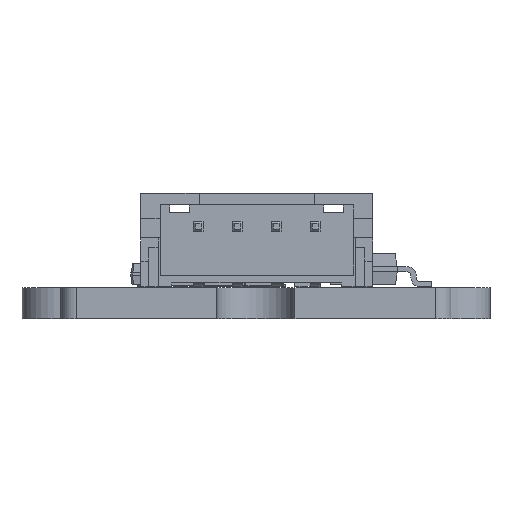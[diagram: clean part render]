
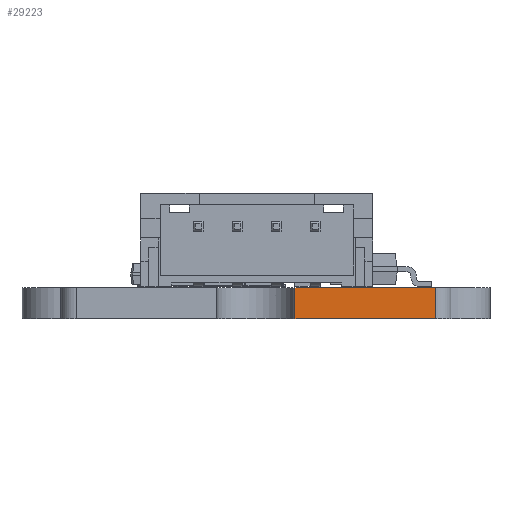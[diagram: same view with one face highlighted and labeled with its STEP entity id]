
A CAD part, left-side view. The second image highlights one B-rep face of the part: STEP entity #29223.
In plain terms, the highlighted planar face has unit normal (-1, 0, 0).
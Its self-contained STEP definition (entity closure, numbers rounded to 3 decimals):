
#29097 = EDGE_CURVE('',#29098,#29100,#29102,.T.);
#29098 = VERTEX_POINT('',#29099);
#29099 = CARTESIAN_POINT('',(131.064,-102.17,0.));
#29100 = VERTEX_POINT('',#29101);
#29101 = CARTESIAN_POINT('',(131.064,-102.17,1.6));
#29102 = SURFACE_CURVE('',#29103,(#29107,#29119),.PCURVE_S1.);
#29103 = LINE('',#29104,#29105);
#29104 = CARTESIAN_POINT('',(131.064,-102.17,0.));
#29105 = VECTOR('',#29106,1.);
#29106 = DIRECTION('',(0.,0.,1.));
#29107 = PCURVE('',#29108,#29113);
#29108 = CYLINDRICAL_SURFACE('',#29109,2.);
#29109 = AXIS2_PLACEMENT_3D('',#29110,#29111,#29112);
#29110 = CARTESIAN_POINT('',(131.064,-100.17,0.));
#29111 = DIRECTION('',(-0.,-0.,-1.));
#29112 = DIRECTION('',(1.,0.,-0.));
#29113 = DEFINITIONAL_REPRESENTATION('',(#29114),#29118);
#29114 = LINE('',#29115,#29116);
#29115 = CARTESIAN_POINT('',(-4.712,0.));
#29116 = VECTOR('',#29117,1.);
#29117 = DIRECTION('',(-0.,-1.));
#29118 = ( GEOMETRIC_REPRESENTATION_CONTEXT(2) 
PARAMETRIC_REPRESENTATION_CONTEXT() REPRESENTATION_CONTEXT('2D SPACE',''
  ) );
#29119 = PCURVE('',#29120,#29125);
#29120 = PLANE('',#29121);
#29121 = AXIS2_PLACEMENT_3D('',#29122,#29123,#29124);
#29122 = CARTESIAN_POINT('',(131.064,-102.17,0.));
#29123 = DIRECTION('',(1.,0.,-0.));
#29124 = DIRECTION('',(0.,-1.,0.));
#29125 = DEFINITIONAL_REPRESENTATION('',(#29126),#29130);
#29126 = LINE('',#29127,#29128);
#29127 = CARTESIAN_POINT('',(0.,0.));
#29128 = VECTOR('',#29129,1.);
#29129 = DIRECTION('',(0.,-1.));
#29130 = ( GEOMETRIC_REPRESENTATION_CONTEXT(2) 
PARAMETRIC_REPRESENTATION_CONTEXT() REPRESENTATION_CONTEXT('2D SPACE',''
  ) );
#29149 = PLANE('',#29150);
#29150 = AXIS2_PLACEMENT_3D('',#29151,#29152,#29153);
#29151 = CARTESIAN_POINT('',(151.17,-100.17,1.6));
#29152 = DIRECTION('',(-0.,-0.,-1.));
#29153 = DIRECTION('',(-1.,0.,0.));
#29208 = PLANE('',#29209);
#29209 = AXIS2_PLACEMENT_3D('',#29210,#29211,#29212);
#29210 = CARTESIAN_POINT('',(151.17,-100.17,0.));
#29211 = DIRECTION('',(-0.,-0.,-1.));
#29212 = DIRECTION('',(-1.,0.,0.));
#29223 = ADVANCED_FACE('',(#29224),#29120,.F.);
#29224 = FACE_BOUND('',#29225,.F.);
#29225 = EDGE_LOOP('',(#29226,#29227,#29250,#29278));
#29226 = ORIENTED_EDGE('',*,*,#29097,.T.);
#29227 = ORIENTED_EDGE('',*,*,#29228,.T.);
#29228 = EDGE_CURVE('',#29100,#29229,#29231,.T.);
#29229 = VERTEX_POINT('',#29230);
#29230 = CARTESIAN_POINT('',(131.064,-109.37,1.6));
#29231 = SURFACE_CURVE('',#29232,(#29236,#29243),.PCURVE_S1.);
#29232 = LINE('',#29233,#29234);
#29233 = CARTESIAN_POINT('',(131.064,-102.17,1.6));
#29234 = VECTOR('',#29235,1.);
#29235 = DIRECTION('',(0.,-1.,0.));
#29236 = PCURVE('',#29120,#29237);
#29237 = DEFINITIONAL_REPRESENTATION('',(#29238),#29242);
#29238 = LINE('',#29239,#29240);
#29239 = CARTESIAN_POINT('',(0.,-1.6));
#29240 = VECTOR('',#29241,1.);
#29241 = DIRECTION('',(1.,0.));
#29242 = ( GEOMETRIC_REPRESENTATION_CONTEXT(2) 
PARAMETRIC_REPRESENTATION_CONTEXT() REPRESENTATION_CONTEXT('2D SPACE',''
  ) );
#29243 = PCURVE('',#29149,#29244);
#29244 = DEFINITIONAL_REPRESENTATION('',(#29245),#29249);
#29245 = LINE('',#29246,#29247);
#29246 = CARTESIAN_POINT('',(20.106,-2.));
#29247 = VECTOR('',#29248,1.);
#29248 = DIRECTION('',(0.,-1.));
#29249 = ( GEOMETRIC_REPRESENTATION_CONTEXT(2) 
PARAMETRIC_REPRESENTATION_CONTEXT() REPRESENTATION_CONTEXT('2D SPACE',''
  ) );
#29250 = ORIENTED_EDGE('',*,*,#29251,.F.);
#29251 = EDGE_CURVE('',#29252,#29229,#29254,.T.);
#29252 = VERTEX_POINT('',#29253);
#29253 = CARTESIAN_POINT('',(131.064,-109.37,0.));
#29254 = SURFACE_CURVE('',#29255,(#29259,#29266),.PCURVE_S1.);
#29255 = LINE('',#29256,#29257);
#29256 = CARTESIAN_POINT('',(131.064,-109.37,0.));
#29257 = VECTOR('',#29258,1.);
#29258 = DIRECTION('',(0.,0.,1.));
#29259 = PCURVE('',#29120,#29260);
#29260 = DEFINITIONAL_REPRESENTATION('',(#29261),#29265);
#29261 = LINE('',#29262,#29263);
#29262 = CARTESIAN_POINT('',(7.2,0.));
#29263 = VECTOR('',#29264,1.);
#29264 = DIRECTION('',(0.,-1.));
#29265 = ( GEOMETRIC_REPRESENTATION_CONTEXT(2) 
PARAMETRIC_REPRESENTATION_CONTEXT() REPRESENTATION_CONTEXT('2D SPACE',''
  ) );
#29266 = PCURVE('',#29267,#29272);
#29267 = CYLINDRICAL_SURFACE('',#29268,0.8);
#29268 = AXIS2_PLACEMENT_3D('',#29269,#29270,#29271);
#29269 = CARTESIAN_POINT('',(131.864,-109.37,0.));
#29270 = DIRECTION('',(-0.,-0.,-1.));
#29271 = DIRECTION('',(1.,0.,-0.));
#29272 = DEFINITIONAL_REPRESENTATION('',(#29273),#29277);
#29273 = LINE('',#29274,#29275);
#29274 = CARTESIAN_POINT('',(-3.142,0.));
#29275 = VECTOR('',#29276,1.);
#29276 = DIRECTION('',(-0.,-1.));
#29277 = ( GEOMETRIC_REPRESENTATION_CONTEXT(2) 
PARAMETRIC_REPRESENTATION_CONTEXT() REPRESENTATION_CONTEXT('2D SPACE',''
  ) );
#29278 = ORIENTED_EDGE('',*,*,#29279,.F.);
#29279 = EDGE_CURVE('',#29098,#29252,#29280,.T.);
#29280 = SURFACE_CURVE('',#29281,(#29285,#29292),.PCURVE_S1.);
#29281 = LINE('',#29282,#29283);
#29282 = CARTESIAN_POINT('',(131.064,-102.17,0.));
#29283 = VECTOR('',#29284,1.);
#29284 = DIRECTION('',(0.,-1.,0.));
#29285 = PCURVE('',#29120,#29286);
#29286 = DEFINITIONAL_REPRESENTATION('',(#29287),#29291);
#29287 = LINE('',#29288,#29289);
#29288 = CARTESIAN_POINT('',(0.,0.));
#29289 = VECTOR('',#29290,1.);
#29290 = DIRECTION('',(1.,0.));
#29291 = ( GEOMETRIC_REPRESENTATION_CONTEXT(2) 
PARAMETRIC_REPRESENTATION_CONTEXT() REPRESENTATION_CONTEXT('2D SPACE',''
  ) );
#29292 = PCURVE('',#29208,#29293);
#29293 = DEFINITIONAL_REPRESENTATION('',(#29294),#29298);
#29294 = LINE('',#29295,#29296);
#29295 = CARTESIAN_POINT('',(20.106,-2.));
#29296 = VECTOR('',#29297,1.);
#29297 = DIRECTION('',(0.,-1.));
#29298 = ( GEOMETRIC_REPRESENTATION_CONTEXT(2) 
PARAMETRIC_REPRESENTATION_CONTEXT() REPRESENTATION_CONTEXT('2D SPACE',''
  ) );
